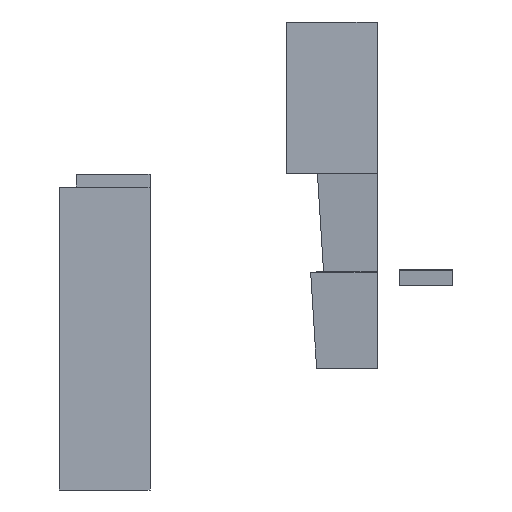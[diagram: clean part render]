
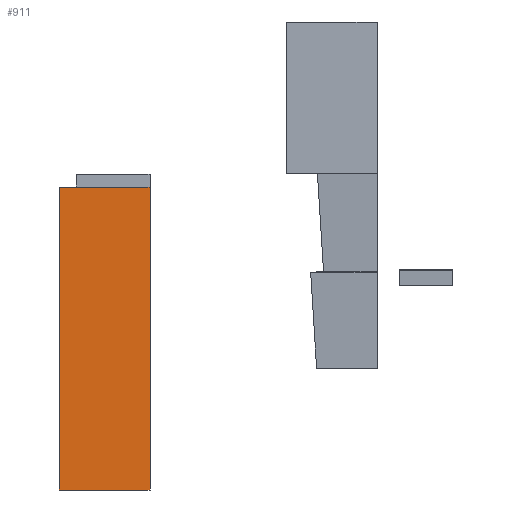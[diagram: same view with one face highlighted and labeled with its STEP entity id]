
A CAD part, front view. The second image highlights one B-rep face of the part: STEP entity #911.
In plain terms, the highlighted planar face has unit normal (0, -1, 0).
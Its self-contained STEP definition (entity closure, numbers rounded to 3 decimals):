
#71=FACE_OUTER_BOUND('',#121,.T.);
#121=EDGE_LOOP('',(#737,#738,#739,#740));
#216=LINE('',#1436,#338);
#227=LINE('',#1457,#349);
#228=LINE('',#1459,#350);
#229=LINE('',#1460,#351);
#338=VECTOR('',#1172,10.);
#349=VECTOR('',#1189,10.);
#350=VECTOR('',#1190,10.);
#351=VECTOR('',#1191,10.);
#438=VERTEX_POINT('',#1434);
#439=VERTEX_POINT('',#1435);
#446=VERTEX_POINT('',#1456);
#447=VERTEX_POINT('',#1458);
#540=EDGE_CURVE('',#438,#439,#216,.T.);
#551=EDGE_CURVE('',#446,#439,#227,.T.);
#552=EDGE_CURVE('',#447,#446,#228,.T.);
#553=EDGE_CURVE('',#438,#447,#229,.T.);
#737=ORIENTED_EDGE('',*,*,#540,.T.);
#738=ORIENTED_EDGE('',*,*,#551,.F.);
#739=ORIENTED_EDGE('',*,*,#552,.F.);
#740=ORIENTED_EDGE('',*,*,#553,.F.);
#861=PLANE('',#1013);
#911=ADVANCED_FACE('',(#71),#861,.T.);
#1013=AXIS2_PLACEMENT_3D('',#1455,#1187,#1188);
#1172=DIRECTION('',(-1.,0.,0.));
#1187=DIRECTION('center_axis',(0.,-1.,0.));
#1188=DIRECTION('ref_axis',(0.,0.,1.));
#1189=DIRECTION('',(0.,0.,1.));
#1190=DIRECTION('',(-1.,0.,0.));
#1191=DIRECTION('',(0.,0.,-1.));
#1434=CARTESIAN_POINT('',(120.,-120.,-100.));
#1435=CARTESIAN_POINT('',(0.,-120.,-100.));
#1436=CARTESIAN_POINT('',(120.,-120.,-100.));
#1455=CARTESIAN_POINT('Origin',(120.,-120.,-450.));
#1456=CARTESIAN_POINT('',(0.,-120.,-500.));
#1457=CARTESIAN_POINT('',(0.,-120.,-100.));
#1458=CARTESIAN_POINT('',(120.,-120.,-500.));
#1459=CARTESIAN_POINT('',(120.,-120.,-500.));
#1460=CARTESIAN_POINT('',(120.,-120.,-100.));
